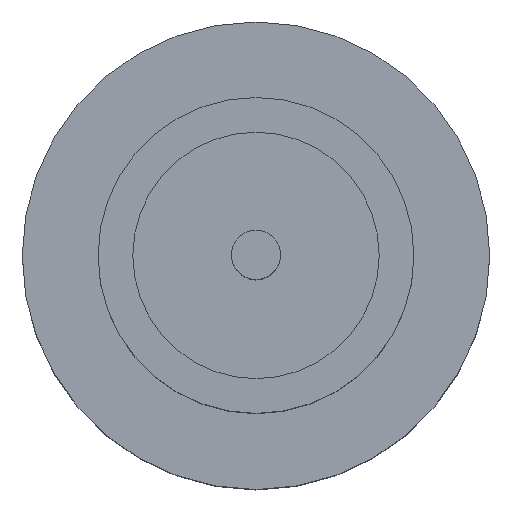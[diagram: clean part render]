
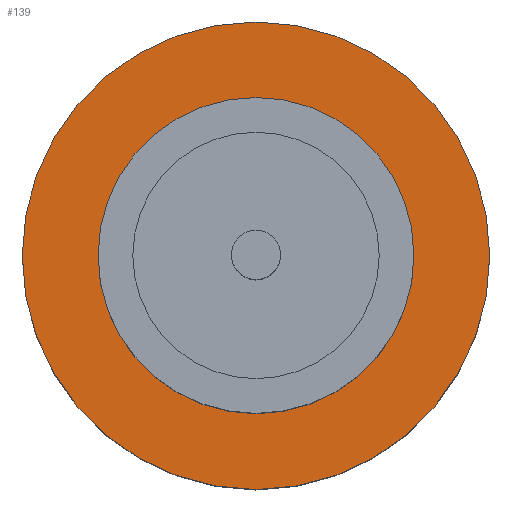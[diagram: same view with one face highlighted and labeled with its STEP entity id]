
A CAD part, top view. The second image highlights one B-rep face of the part: STEP entity #139.
In plain terms, the highlighted planar face has unit normal (0, 0, 1).
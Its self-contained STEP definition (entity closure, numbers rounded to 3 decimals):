
#4 = CIRCLE ( 'NONE', #120, 1.85 ) ;
#8 = CARTESIAN_POINT ( 'NONE',  ( -1.25, 0., 1.55 ) ) ;
#26 = AXIS2_PLACEMENT_3D ( 'NONE', #548, #448, #436 ) ;
#42 = DIRECTION ( 'NONE',  ( 1., 0., 0. ) ) ;
#97 = VERTEX_POINT ( 'NONE', #378 ) ;
#104 = EDGE_CURVE ( 'NONE', #756, #332, #4, .T. ) ;
#120 = AXIS2_PLACEMENT_3D ( 'NONE', #312, #736, #143 ) ;
#132 = ORIENTED_EDGE ( 'NONE', *, *, #752, .T. ) ;
#139 = ADVANCED_FACE ( 'NONE', ( #694, #176 ), #676, .T. ) ;
#143 = DIRECTION ( 'NONE',  ( 1., 0., 0. ) ) ;
#147 = AXIS2_PLACEMENT_3D ( 'NONE', #385, #168, #222 ) ;
#168 = DIRECTION ( 'NONE',  ( 0., 0., 1. ) ) ;
#176 = FACE_OUTER_BOUND ( 'NONE', #727, .T. ) ;
#222 = DIRECTION ( 'NONE',  ( 1., 0., 0. ) ) ;
#312 = CARTESIAN_POINT ( 'NONE',  ( 0., 0., 1.55 ) ) ;
#315 = DIRECTION ( 'NONE',  ( 0., 0., 1. ) ) ;
#332 = VERTEX_POINT ( 'NONE', #710 ) ;
#339 = ORIENTED_EDGE ( 'NONE', *, *, #431, .F. ) ;
#378 = CARTESIAN_POINT ( 'NONE',  ( 1.25, 0., 1.55 ) ) ;
#379 = DIRECTION ( 'NONE',  ( 1., 0., 0. ) ) ;
#385 = CARTESIAN_POINT ( 'NONE',  ( 0., 0., 1.55 ) ) ;
#422 = CIRCLE ( 'NONE', #147, 1.25 ) ;
#431 = EDGE_CURVE ( 'NONE', #596, #97, #422, .T. ) ;
#436 = DIRECTION ( 'NONE',  ( 1., 0., 0. ) ) ;
#448 = DIRECTION ( 'NONE',  ( 0., 0., 1. ) ) ;
#483 = EDGE_LOOP ( 'NONE', ( #633, #339 ) ) ;
#501 = DIRECTION ( 'NONE',  ( 0., 0., 1. ) ) ;
#504 = CARTESIAN_POINT ( 'NONE',  ( 1.85, 0., 1.55 ) ) ;
#516 = CIRCLE ( 'NONE', #26, 1.25 ) ;
#544 = AXIS2_PLACEMENT_3D ( 'NONE', #546, #315, #42 ) ;
#546 = CARTESIAN_POINT ( 'NONE',  ( 0., 0., 1.55 ) ) ;
#548 = CARTESIAN_POINT ( 'NONE',  ( 0., 0., 1.55 ) ) ;
#581 = CIRCLE ( 'NONE', #689, 1.85 ) ;
#595 = ORIENTED_EDGE ( 'NONE', *, *, #104, .T. ) ;
#596 = VERTEX_POINT ( 'NONE', #8 ) ;
#615 = CARTESIAN_POINT ( 'NONE',  ( 0., 0., 1.55 ) ) ;
#633 = ORIENTED_EDGE ( 'NONE', *, *, #735, .F. ) ;
#676 = PLANE ( 'NONE',  #544 ) ;
#689 = AXIS2_PLACEMENT_3D ( 'NONE', #615, #501, #379 ) ;
#694 = FACE_BOUND ( 'NONE', #483, .T. ) ;
#710 = CARTESIAN_POINT ( 'NONE',  ( -1.85, 0., 1.55 ) ) ;
#727 = EDGE_LOOP ( 'NONE', ( #132, #595 ) ) ;
#735 = EDGE_CURVE ( 'NONE', #97, #596, #516, .T. ) ;
#736 = DIRECTION ( 'NONE',  ( 0., 0., 1. ) ) ;
#752 = EDGE_CURVE ( 'NONE', #332, #756, #581, .T. ) ;
#756 = VERTEX_POINT ( 'NONE', #504 ) ;
